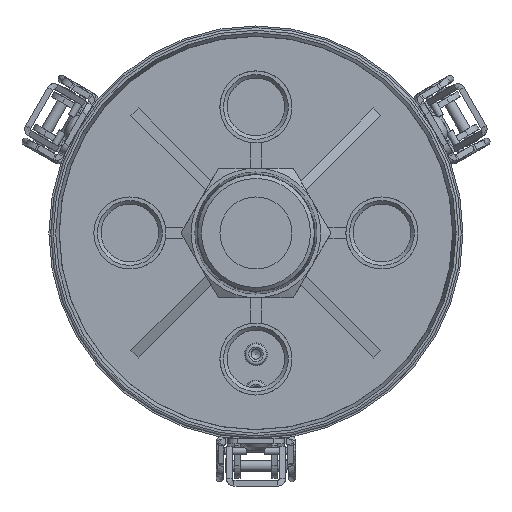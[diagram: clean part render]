
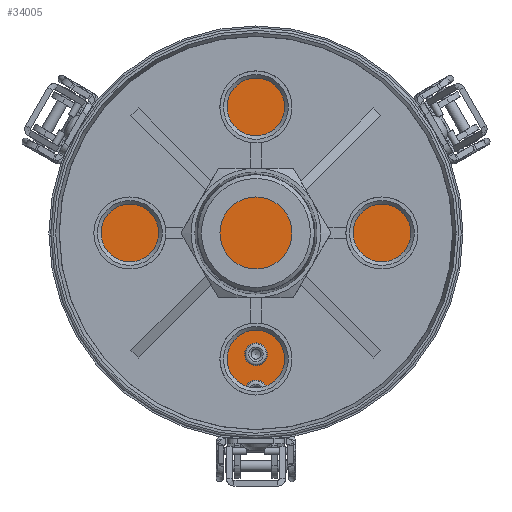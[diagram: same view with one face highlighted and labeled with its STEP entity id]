
A CAD part, front view. The second image highlights one B-rep face of the part: STEP entity #34005.
In plain terms, the highlighted planar face has unit normal (0, -1, 0).
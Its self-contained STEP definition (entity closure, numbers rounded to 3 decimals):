
#84 = CIRCLE ( 'NONE', #20956, 2.05 ) ;
#445 = CARTESIAN_POINT ( 'NONE',  ( 29.445, 231., 17. ) ) ;
#765 = ORIENTED_EDGE ( 'NONE', *, *, #27987, .T. ) ;
#900 = FACE_BOUND ( 'NONE', #18938, .T. ) ;
#1751 = CIRCLE ( 'NONE', #37785, 2.05 ) ;
#2084 = EDGE_LOOP ( 'NONE', ( #30467 ) ) ;
#2362 = ORIENTED_EDGE ( 'NONE', *, *, #3189, .T. ) ;
#3189 = EDGE_CURVE ( 'NONE', #34441, #34441, #84, .T. ) ;
#3544 = DIRECTION ( 'NONE',  ( 0., 1., 0. ) ) ;
#3713 = DIRECTION ( 'NONE',  ( 0., -1., 0. ) ) ;
#4485 = FACE_BOUND ( 'NONE', #40885, .T. ) ;
#4719 = VERTEX_POINT ( 'NONE', #11962 ) ;
#4755 = DIRECTION ( 'NONE',  ( -0.5, 0., -0.866 ) ) ;
#6130 = EDGE_LOOP ( 'NONE', ( #2362 ) ) ;
#6245 = AXIS2_PLACEMENT_3D ( 'NONE', #34198, #6403, #7059 ) ;
#6290 = VERTEX_POINT ( 'NONE', #22535 ) ;
#6403 = DIRECTION ( 'NONE',  ( 0., 1., 0. ) ) ;
#7059 = DIRECTION ( 'NONE',  ( -0.5, 0., -0.866 ) ) ;
#7298 = ORIENTED_EDGE ( 'NONE', *, *, #23130, .T. ) ;
#7596 = DIRECTION ( 'NONE',  ( 1., 0., 0. ) ) ;
#7632 = FACE_BOUND ( 'NONE', #6130, .T. ) ;
#7670 = CIRCLE ( 'NONE', #6245, 2.05 ) ;
#8053 = CIRCLE ( 'NONE', #42693, 2.05 ) ;
#8382 = CARTESIAN_POINT ( 'NONE',  ( -38.105, 231., 22. ) ) ;
#8851 = EDGE_CURVE ( 'NONE', #40073, #40073, #7670, .T. ) ;
#8889 = DIRECTION ( 'NONE',  ( 0., 1., 0. ) ) ;
#10691 = CARTESIAN_POINT ( 'NONE',  ( 0., 231., 0. ) ) ;
#11023 = CARTESIAN_POINT ( 'NONE',  ( -47.25, 231., 0. ) ) ;
#11151 = DIRECTION ( 'NONE',  ( 0., 1., 0. ) ) ;
#11243 = CIRCLE ( 'NONE', #43726, 2.05 ) ;
#11962 = CARTESIAN_POINT ( 'NONE',  ( 28.42, 231., 18.775 ) ) ;
#12193 = ORIENTED_EDGE ( 'NONE', *, *, #35771, .T. ) ;
#12326 = EDGE_CURVE ( 'NONE', #34387, #34387, #1751, .T. ) ;
#12806 = AXIS2_PLACEMENT_3D ( 'NONE', #37333, #8889, #26018 ) ;
#12823 = DIRECTION ( 'NONE',  ( 0., 1., 0. ) ) ;
#13054 = AXIS2_PLACEMENT_3D ( 'NONE', #10691, #3713, #17519 ) ;
#13139 = CARTESIAN_POINT ( 'NONE',  ( 2.05, 231., -44. ) ) ;
#13191 = CARTESIAN_POINT ( 'NONE',  ( -30.47, 231., 15.225 ) ) ;
#14190 = DIRECTION ( 'NONE',  ( 0., 1., 0. ) ) ;
#14325 = CARTESIAN_POINT ( 'NONE',  ( -39.13, 231., 20.225 ) ) ;
#16656 = EDGE_LOOP ( 'NONE', ( #17952 ) ) ;
#17519 = DIRECTION ( 'NONE',  ( -1., 0., 0. ) ) ;
#17952 = ORIENTED_EDGE ( 'NONE', *, *, #12326, .T. ) ;
#18299 = PLANE ( 'NONE',  #42001 ) ;
#18938 = EDGE_LOOP ( 'NONE', ( #7298 ) ) ;
#20956 = AXIS2_PLACEMENT_3D ( 'NONE', #8382, #35718, #4755 ) ;
#22258 = VERTEX_POINT ( 'NONE', #11023 ) ;
#22535 = CARTESIAN_POINT ( 'NONE',  ( 37.08, 231., 23.775 ) ) ;
#23130 = EDGE_CURVE ( 'NONE', #44103, #44103, #11243, .T. ) ;
#24014 = DIRECTION ( 'NONE',  ( 1., 0., 0. ) ) ;
#26018 = DIRECTION ( 'NONE',  ( -0.5, 0., 0.866 ) ) ;
#26906 = EDGE_LOOP ( 'NONE', ( #12193 ) ) ;
#27306 = CARTESIAN_POINT ( 'NONE',  ( 2.05, 231., -34. ) ) ;
#27895 = DIRECTION ( 'NONE',  ( -0.5, 0., 0.866 ) ) ;
#27987 = EDGE_CURVE ( 'NONE', #4719, #4719, #8053, .T. ) ;
#28007 = CARTESIAN_POINT ( 'NONE',  ( 0., 231., -34. ) ) ;
#28367 = FACE_BOUND ( 'NONE', #16656, .T. ) ;
#29847 = EDGE_CURVE ( 'NONE', #6290, #6290, #32269, .T. ) ;
#30467 = ORIENTED_EDGE ( 'NONE', *, *, #29847, .T. ) ;
#31807 = FACE_BOUND ( 'NONE', #40678, .T. ) ;
#32269 = CIRCLE ( 'NONE', #12806, 2.05 ) ;
#32521 = CIRCLE ( 'NONE', #13054, 47.25 ) ;
#34005 = ADVANCED_FACE ( 'NONE', ( #38595, #4485, #7632, #31807, #900, #28367, #38814 ), #18299, .F. ) ;
#34198 = CARTESIAN_POINT ( 'NONE',  ( -29.445, 231., 17. ) ) ;
#34387 = VERTEX_POINT ( 'NONE', #27306 ) ;
#34441 = VERTEX_POINT ( 'NONE', #14325 ) ;
#35718 = DIRECTION ( 'NONE',  ( 0., 1., 0. ) ) ;
#35771 = EDGE_CURVE ( 'NONE', #22258, #22258, #32521, .T. ) ;
#36098 = DIRECTION ( 'NONE',  ( 1., 0., 0. ) ) ;
#36308 = CARTESIAN_POINT ( 'NONE',  ( 0., 231., 0. ) ) ;
#37333 = CARTESIAN_POINT ( 'NONE',  ( 38.105, 231., 22. ) ) ;
#37785 = AXIS2_PLACEMENT_3D ( 'NONE', #28007, #11151, #24014 ) ;
#38562 = CARTESIAN_POINT ( 'NONE',  ( 0., 231., -44. ) ) ;
#38595 = FACE_BOUND ( 'NONE', #2084, .T. ) ;
#38814 = FACE_OUTER_BOUND ( 'NONE', #26906, .T. ) ;
#40073 = VERTEX_POINT ( 'NONE', #13191 ) ;
#40678 = EDGE_LOOP ( 'NONE', ( #44558 ) ) ;
#40885 = EDGE_LOOP ( 'NONE', ( #765 ) ) ;
#42001 = AXIS2_PLACEMENT_3D ( 'NONE', #36308, #12823, #36098 ) ;
#42693 = AXIS2_PLACEMENT_3D ( 'NONE', #445, #14190, #27895 ) ;
#43726 = AXIS2_PLACEMENT_3D ( 'NONE', #38562, #3544, #7596 ) ;
#44103 = VERTEX_POINT ( 'NONE', #13139 ) ;
#44558 = ORIENTED_EDGE ( 'NONE', *, *, #8851, .T. ) ;
